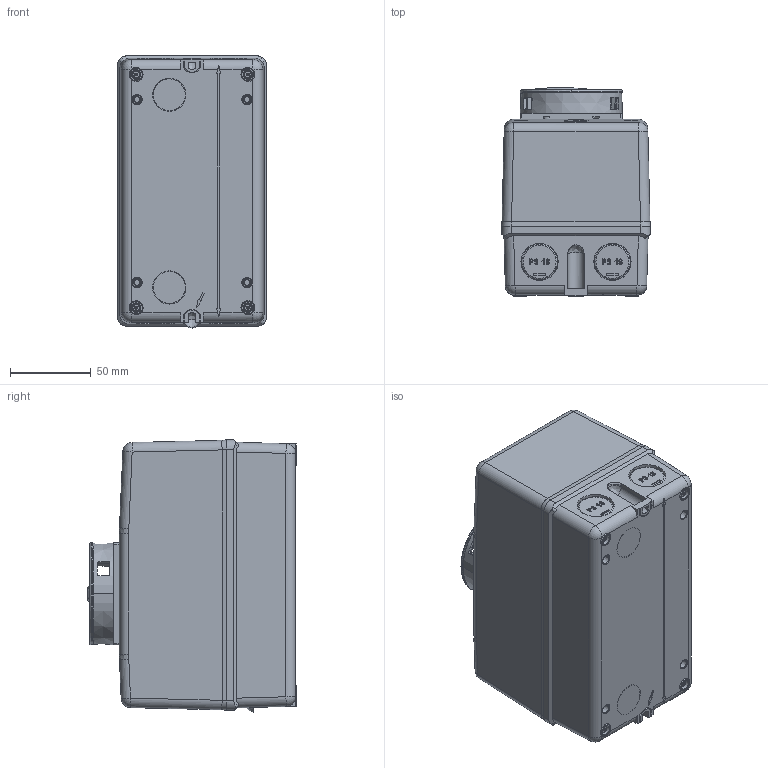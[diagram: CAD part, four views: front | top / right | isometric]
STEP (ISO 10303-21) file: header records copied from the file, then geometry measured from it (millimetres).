
FILE_DESCRIPTION((''),'2;1');
FILE_NAME('PE55-PE55E-MPE55G-MPE55GE-PE55G_ASM','2021-07-28T',('marketing.praksa'),('Audax d.o.o.'),'CREO PARAMETRIC BY PTC INC, 2017480','CREO PARAMETRIC BY PTC INC, 2017480','');
FILE_SCHEMA(('AUTOMOTIVE_DESIGN { 1 0 10303 214 1 1 1 1 }'));
Products named in the file (8): PE55-PE55E-MPE55G-MPE55GE-PE5-7; PE55-PE55E-MPE55G-MPE55GE-PE-12; PE55-PE55E-MPE55G-MPE55GE-PE-24; PE55-PE55E-MPE55G-MPE55GE-PE-36; PE55-PE55E-MPE55G-MPE55GE-PE-48; PE55-PE55E-MPE55G-MPE55GE-PE-60; PRT9538; PE55-PE55E-MPE55G-MPE55GE-PE55G_ASM
Assembly tree (7 placements, depth 2):
  PE55-PE55E-MPE55G-MPE55GE-PE55G_ASM
    PE55-PE55E-MPE55G-MPE55GE-PE5-7
    PE55-PE55E-MPE55G-MPE55GE-PE-12
    PE55-PE55E-MPE55G-MPE55GE-PE-24
    PE55-PE55E-MPE55G-MPE55GE-PE-36
    PE55-PE55E-MPE55G-MPE55GE-PE-48
    PE55-PE55E-MPE55G-MPE55GE-PE-60
    PRT9538
Bounding box: 92 x 128.68 x 168.13 mm (x, y, z)
Volume: 29105.3 mm3; surface area: 228505.3 mm2
Topology: 7 solids, 40 shells, 2441 faces, 6800 edges, 4461 vertices
Faces by surface type: plane 1018, cylinder 739, torus 242, cone 190, bspline 158, sphere 73, extrusion 21
Entity records: 133667 total; most frequent: CARTESIAN_POINT 33458, ORIENTED_EDGE 13305, DIRECTION 12782, PRESENTATION_STYLE_ASSIGNMENT 9245, STYLED_ITEM 9245, CURVE_STYLE 6768, EDGE_CURVE 6747, AXIS2_PLACEMENT_3D 4836
